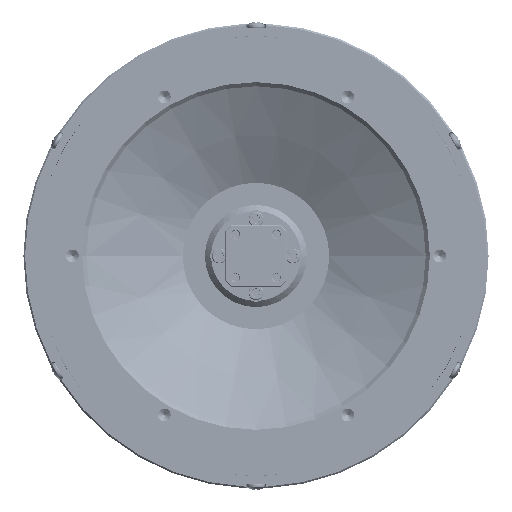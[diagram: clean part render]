
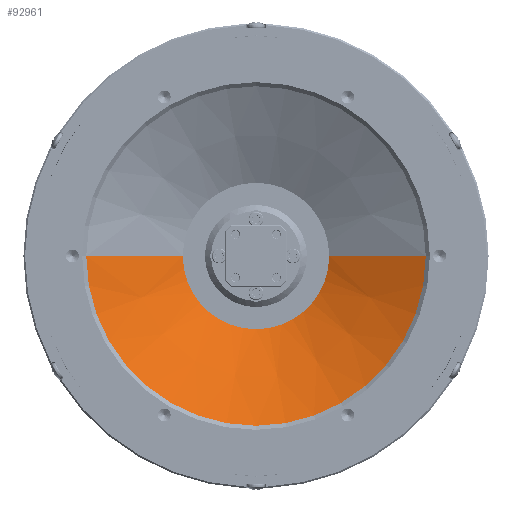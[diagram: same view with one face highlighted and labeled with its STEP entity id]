
A CAD part, front view. The second image highlights one B-rep face of the part: STEP entity #92961.
In plain terms, the highlighted conical face has half-angle 62.394 degrees and reference radius 52.832 mm.
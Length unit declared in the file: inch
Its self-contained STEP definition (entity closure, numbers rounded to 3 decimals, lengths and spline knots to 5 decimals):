
#886 = CARTESIAN_POINT ( 'NONE',  ( -0.62605, -0.72914, -0.10443 ) ) ;
#4614 = AXIS2_PLACEMENT_3D ( 'NONE', #886, #83168, #50902 ) ;
#5505 = CARTESIAN_POINT ( 'NONE',  ( 1.45395, -1.34763, -0.10443 ) ) ;
#7950 = CARTESIAN_POINT ( 'NONE',  ( -0.62605, -1.34763, -0.10443 ) ) ;
#13041 = CONICAL_SURFACE ( 'NONE', #74557, 2.08, 1.089 ) ;
#18386 = VERTEX_POINT ( 'NONE', #96075 ) ;
#20637 = FACE_OUTER_BOUND ( 'NONE', #53376, .T. ) ;
#23831 = DIRECTION ( 'NONE',  ( 1., 0., 0. ) ) ;
#25162 = ORIENTED_EDGE ( 'NONE', *, *, #75732, .T. ) ;
#26779 = VECTOR ( 'NONE', #36183, 39.37008 ) ;
#27232 = CIRCLE ( 'NONE', #68236, 2.08 ) ;
#33737 = VERTEX_POINT ( 'NONE', #60408 ) ;
#36183 = DIRECTION ( 'NONE',  ( -0.886, -0.463, 0. ) ) ;
#38067 = DIRECTION ( 'NONE',  ( 0.886, -0.463, 0. ) ) ;
#39933 = ORIENTED_EDGE ( 'NONE', *, *, #68686, .F. ) ;
#41125 = VERTEX_POINT ( 'NONE', #93692 ) ;
#42960 = VERTEX_POINT ( 'NONE', #71606 ) ;
#50902 = DIRECTION ( 'NONE',  ( -1., 0., 0. ) ) ;
#53376 = EDGE_LOOP ( 'NONE', ( #62435, #25162, #68446, #39933 ) ) ;
#57098 = CIRCLE ( 'NONE', #4614, 0.89721 ) ;
#60408 = CARTESIAN_POINT ( 'NONE',  ( -2.70605, -1.34763, -0.10443 ) ) ;
#62388 = VECTOR ( 'NONE', #38067, 39.37008 ) ;
#62435 = ORIENTED_EDGE ( 'NONE', *, *, #64141, .T. ) ;
#64141 = EDGE_CURVE ( 'NONE', #42960, #41125, #57098, .T. ) ;
#68236 = AXIS2_PLACEMENT_3D ( 'NONE', #92841, #69149, #101010 ) ;
#68446 = ORIENTED_EDGE ( 'NONE', *, *, #91031, .F. ) ;
#68686 = EDGE_CURVE ( 'NONE', #42960, #18386, #101712, .T. ) ;
#69149 = DIRECTION ( 'NONE',  ( 0., 1., 0. ) ) ;
#71606 = CARTESIAN_POINT ( 'NONE',  ( 0.27116, -0.72914, -0.10443 ) ) ;
#72604 = LINE ( 'NONE', #76733, #26779 ) ;
#74557 = AXIS2_PLACEMENT_3D ( 'NONE', #7950, #89167, #23831 ) ;
#75732 = EDGE_CURVE ( 'NONE', #41125, #33737, #72604, .T. ) ;
#76733 = CARTESIAN_POINT ( 'NONE',  ( -2.70605, -1.34763, -0.10443 ) ) ;
#83168 = DIRECTION ( 'NONE',  ( 0., 1., 0. ) ) ;
#89167 = DIRECTION ( 'NONE',  ( 0., -1., 0. ) ) ;
#91031 = EDGE_CURVE ( 'NONE', #18386, #33737, #27232, .T. ) ;
#92841 = CARTESIAN_POINT ( 'NONE',  ( -0.62605, -1.34763, -0.10443 ) ) ;
#92961 = ADVANCED_FACE ( 'NONE', ( #20637 ), #13041, .F. ) ;
#93692 = CARTESIAN_POINT ( 'NONE',  ( -1.52327, -0.72914, -0.10443 ) ) ;
#96075 = CARTESIAN_POINT ( 'NONE',  ( 1.45395, -1.34763, -0.10443 ) ) ;
#101010 = DIRECTION ( 'NONE',  ( -1., 0., 0. ) ) ;
#101712 = LINE ( 'NONE', #5505, #62388 ) ;
